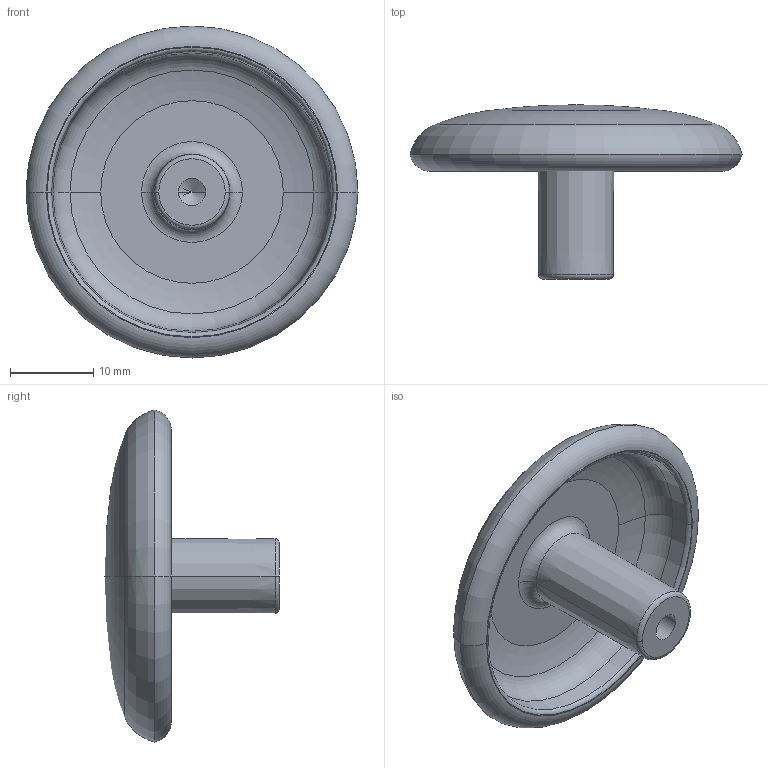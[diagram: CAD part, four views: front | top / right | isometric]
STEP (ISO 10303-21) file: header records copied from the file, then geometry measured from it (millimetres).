
FILE_DESCRIPTION(('Creo Elements/Direct Modeling STEP Export'),'2;1');
FILE_NAME('392-40.stp','2020-02-26T 8:43:17',(''),(''),'Creo Elements/Direct Modeling STEP processor for AP214 (Solid Model)','Creo Elements/Direct Modeling 20.0 12-Nov-2016 (C) Parametric Technology GmbH','');
FILE_SCHEMA(('AUTOMOTIVE_DESIGN { 1 0 10303 214 1 1 1 1 }'));
Length unit declared in the file: millimetre
Products named in the file (1): 0392-40
Bounding box: 40 x 21 x 40 mm (x, y, z)
Volume: 3980.7 mm3; surface area: 3894.9 mm2
Topology: 1 solids, 1 shells, 32 faces, 66 edges, 36 vertices
Faces by surface type: torus 16, cone 6, plane 4, cylinder 4, sphere 2
Entity records: 778 total; most frequent: DIRECTION 144, ORIENTED_EDGE 124, CARTESIAN_POINT 113, AXIS2_PLACEMENT_3D 67, EDGE_CURVE 62, VERTEX_POINT 36, EDGE_LOOP 36, CIRCLE 34
